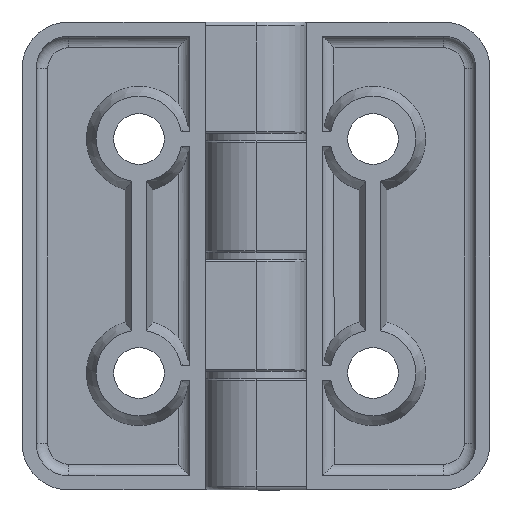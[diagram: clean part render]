
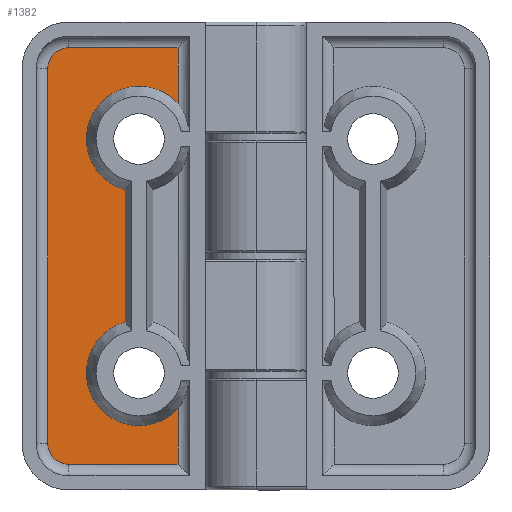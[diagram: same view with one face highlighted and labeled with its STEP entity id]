
A CAD part, front view. The second image highlights one B-rep face of the part: STEP entity #1382.
In plain terms, the highlighted planar face has unit normal (0, -1, 0).
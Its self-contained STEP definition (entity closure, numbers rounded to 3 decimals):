
#102=PLANE('',#1513);
#121=CIRCLE('',#1448,2.7);
#125=CIRCLE('',#1454,2.7);
#127=CIRCLE('',#1461,6.75);
#146=CIRCLE('',#1504,6.75);
#251=FACE_OUTER_BOUND('',#339,.T.);
#339=EDGE_LOOP('',(#1088,#1089,#1090,#1091,#1092,#1093,#1094,#1095,#1096,
#1097));
#422=LINE('',#2123,#510);
#423=LINE('',#2127,#511);
#426=LINE('',#2142,#514);
#428=LINE('',#2153,#516);
#429=LINE('',#2157,#517);
#448=LINE('',#2229,#536);
#510=VECTOR('',#1640,7.165);
#511=VECTOR('',#1645,14.);
#514=VECTOR('',#1662,48.);
#516=VECTOR('',#1674,14.);
#517=VECTOR('',#1679,7.165);
#536=VECTOR('',#1730,16.962);
#611=VERTEX_POINT('',#2113);
#612=VERTEX_POINT('',#2122);
#613=VERTEX_POINT('',#2126);
#615=VERTEX_POINT('',#2132);
#617=VERTEX_POINT('',#2138);
#619=VERTEX_POINT('',#2144);
#622=VERTEX_POINT('',#2152);
#623=VERTEX_POINT('',#2156);
#628=VERTEX_POINT('',#2177);
#640=VERTEX_POINT('',#2225);
#742=EDGE_CURVE('',#611,#612,#422,.T.);
#744=EDGE_CURVE('',#612,#613,#423,.T.);
#749=EDGE_CURVE('',#613,#615,#121,.T.);
#752=EDGE_CURVE('',#615,#617,#426,.T.);
#755=EDGE_CURVE('',#617,#619,#125,.T.);
#757=EDGE_CURVE('',#619,#622,#428,.T.);
#759=EDGE_CURVE('',#622,#623,#429,.T.);
#766=EDGE_CURVE('',#611,#628,#127,.T.);
#788=EDGE_CURVE('',#628,#640,#448,.T.);
#839=EDGE_CURVE('',#640,#623,#146,.T.);
#1088=ORIENTED_EDGE('',*,*,#742,.F.);
#1089=ORIENTED_EDGE('',*,*,#766,.T.);
#1090=ORIENTED_EDGE('',*,*,#788,.T.);
#1091=ORIENTED_EDGE('',*,*,#839,.T.);
#1092=ORIENTED_EDGE('',*,*,#759,.F.);
#1093=ORIENTED_EDGE('',*,*,#757,.F.);
#1094=ORIENTED_EDGE('',*,*,#755,.F.);
#1095=ORIENTED_EDGE('',*,*,#752,.F.);
#1096=ORIENTED_EDGE('',*,*,#749,.F.);
#1097=ORIENTED_EDGE('',*,*,#744,.F.);
#1382=ADVANCED_FACE('',(#251),#102,.T.);
#1448=AXIS2_PLACEMENT_3D('',#2136,#1655,#1656);
#1454=AXIS2_PLACEMENT_3D('',#2148,#1669,#1670);
#1461=AXIS2_PLACEMENT_3D('',#2181,#1687,#1688);
#1504=AXIS2_PLACEMENT_3D('',#2402,#1821,#1822);
#1513=AXIS2_PLACEMENT_3D('',#2415,#1839,#1840);
#1640=DIRECTION('',(0.,0.,-1.));
#1645=DIRECTION('',(-1.,0.,0.));
#1655=DIRECTION('center_axis',(0.,1.,0.));
#1656=DIRECTION('ref_axis',(-0.707,0.,-0.707));
#1662=DIRECTION('',(0.,0.,1.));
#1669=DIRECTION('center_axis',(0.,1.,0.));
#1670=DIRECTION('ref_axis',(-0.707,0.,0.707));
#1674=DIRECTION('',(1.,0.,0.));
#1679=DIRECTION('',(0.,0.,-1.));
#1687=DIRECTION('center_axis',(0.,1.,0.));
#1688=DIRECTION('ref_axis',(-1.,0.,0.));
#1730=DIRECTION('',(0.,0.,1.));
#1821=DIRECTION('center_axis',(0.,1.,0.));
#1822=DIRECTION('ref_axis',(-1.,0.,0.));
#1839=DIRECTION('center_axis',(0.,-1.,0.));
#1840=DIRECTION('ref_axis',(0.,0.,-1.));
#2113=CARTESIAN_POINT('',(-10.,-4.,-19.535));
#2122=CARTESIAN_POINT('',(-10.,-4.,-26.7));
#2123=CARTESIAN_POINT('',(-10.,-4.,14.1));
#2126=CARTESIAN_POINT('',(-24.,-4.,-26.7));
#2127=CARTESIAN_POINT('',(-13.2,-4.,-26.7));
#2132=CARTESIAN_POINT('',(-26.7,-4.,-24.));
#2136=CARTESIAN_POINT('Origin',(-24.,-4.,-24.));
#2138=CARTESIAN_POINT('',(-26.7,-4.,24.));
#2142=CARTESIAN_POINT('',(-26.7,-4.,-12.));
#2144=CARTESIAN_POINT('',(-24.,-4.,26.7));
#2148=CARTESIAN_POINT('Origin',(-24.,-4.,24.));
#2152=CARTESIAN_POINT('',(-10.,-4.,26.7));
#2153=CARTESIAN_POINT('',(-20.95,-4.,26.7));
#2156=CARTESIAN_POINT('',(-10.,-4.,19.535));
#2157=CARTESIAN_POINT('',(-10.,-4.,14.1));
#2177=CARTESIAN_POINT('',(-16.75,-4.,-8.481));
#2181=CARTESIAN_POINT('Origin',(-15.,-4.,-15.));
#2225=CARTESIAN_POINT('',(-16.75,-4.,8.481));
#2229=CARTESIAN_POINT('',(-16.75,-4.,-4.75));
#2402=CARTESIAN_POINT('Origin',(-15.,-4.,15.));
#2415=CARTESIAN_POINT('Origin',(-17.899,-4.,0.));
